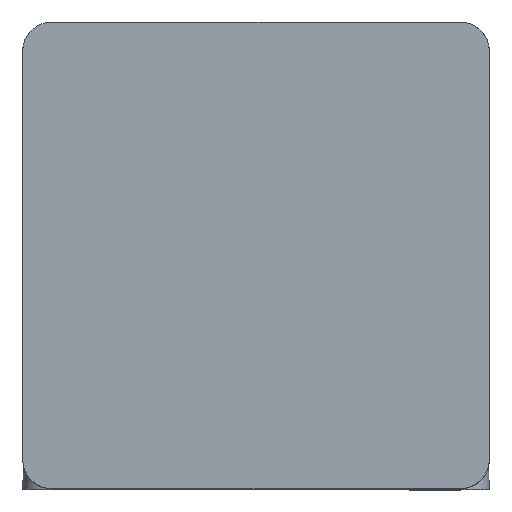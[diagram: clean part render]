
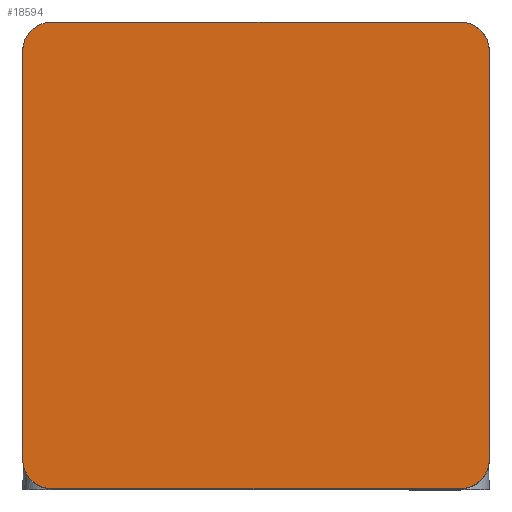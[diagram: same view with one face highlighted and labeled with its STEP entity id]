
A CAD part, top view. The second image highlights one B-rep face of the part: STEP entity #18594.
In plain terms, the highlighted planar face has unit normal (0, 0, 1).
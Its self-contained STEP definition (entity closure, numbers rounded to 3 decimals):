
#6222=CARTESIAN_POINT('',(17.57,17.57,12.2));
#6223=DIRECTION('',(0.,0.,-1.));
#6224=DIRECTION('',(0.002,1.,0.));
#6225=AXIS2_PLACEMENT_3D('',#6222,#6223,#6224);
#6227=CARTESIAN_POINT('',(17.57,-17.57,12.2));
#6228=DIRECTION('',(0.,0.,-1.));
#6229=DIRECTION('',(1.,-0.002,0.));
#6230=AXIS2_PLACEMENT_3D('',#6227,#6228,#6229);
#6232=DIRECTION('',(-1.,0.,0.));
#6233=VECTOR('',#6232,35.151);
#6234=CARTESIAN_POINT('',(17.576,-20.075,12.2));
#6235=LINE('',#6234,#6233);
#6236=CARTESIAN_POINT('',(-17.57,-17.57,12.2));
#6237=DIRECTION('',(0.,0.,-1.));
#6238=DIRECTION('',(-0.002,-1.,0.));
#6239=AXIS2_PLACEMENT_3D('',#6236,#6237,#6238);
#6241=DIRECTION('',(0.,1.,0.));
#6242=VECTOR('',#6241,35.151);
#6243=CARTESIAN_POINT('',(-20.075,-17.576,12.2));
#6244=LINE('',#6243,#6242);
#6245=CARTESIAN_POINT('',(-17.57,17.57,12.2));
#6246=DIRECTION('',(0.,0.,-1.));
#6247=DIRECTION('',(-1.,0.002,0.));
#6248=AXIS2_PLACEMENT_3D('',#6245,#6246,#6247);
#6258=DIRECTION('',(-1.,0.,0.));
#6259=VECTOR('',#6258,35.151);
#6260=CARTESIAN_POINT('',(17.575,20.075,12.2));
#6261=LINE('',#6260,#6259);
#7028=DIRECTION('',(0.,1.,0.));
#7029=VECTOR('',#7028,35.151);
#7030=CARTESIAN_POINT('',(20.075,-17.575,12.2));
#7031=LINE('',#7030,#7029);
#8021=CARTESIAN_POINT('',(-20.075,17.575,12.2));
#8022=VERTEX_POINT('',#8021);
#8023=CARTESIAN_POINT('',(-20.075,-17.576,12.2));
#8024=VERTEX_POINT('',#8023);
#8025=CARTESIAN_POINT('',(-17.576,20.075,12.2));
#8026=VERTEX_POINT('',#8025);
#8027=CARTESIAN_POINT('',(17.575,20.075,12.2));
#8028=CARTESIAN_POINT('',(20.075,17.576,12.2));
#8029=VERTEX_POINT('',#8027);
#8030=VERTEX_POINT('',#8028);
#8031=CARTESIAN_POINT('',(20.075,-17.575,12.2));
#8032=VERTEX_POINT('',#8031);
#8033=CARTESIAN_POINT('',(17.576,-20.075,12.2));
#8034=VERTEX_POINT('',#8033);
#8035=CARTESIAN_POINT('',(-17.575,-20.075,12.2));
#8036=VERTEX_POINT('',#8035);
#18573=CARTESIAN_POINT('',(0.,0.,12.2));
#18574=DIRECTION('',(0.,0.,1.));
#18575=DIRECTION('',(-1.,0.,0.));
#18576=AXIS2_PLACEMENT_3D('',#18573,#18574,#18575);
#18577=PLANE('',#18576);
#18579=ORIENTED_EDGE('',*,*,#18578,.T.);
#18581=ORIENTED_EDGE('',*,*,#18580,.F.);
#18582=ORIENTED_EDGE('',*,*,#18557,.T.);
#18583=ORIENTED_EDGE('',*,*,#9721,.T.);
#18585=ORIENTED_EDGE('',*,*,#18584,.T.);
#18587=ORIENTED_EDGE('',*,*,#18586,.T.);
#18589=ORIENTED_EDGE('',*,*,#18588,.T.);
#18591=ORIENTED_EDGE('',*,*,#18590,.F.);
#18592=EDGE_LOOP('',(#18579,#18581,#18582,#18583,#18585,#18587,#18589,#18591));
#18593=FACE_OUTER_BOUND('',#18592,.F.);
#18594=ADVANCED_FACE('',(#18593),#18577,.T.);
#6226=CIRCLE('',#6225,2.505);
#6231=CIRCLE('',#6230,2.505);
#6240=CIRCLE('',#6239,2.505);
#6249=CIRCLE('',#6248,2.505);
#9721=EDGE_CURVE('',#8034,#8036,#6235,.T.);
#18557=EDGE_CURVE('',#8032,#8034,#6231,.T.);
#18578=EDGE_CURVE('',#8029,#8030,#6226,.T.);
#18580=EDGE_CURVE('',#8032,#8030,#7031,.T.);
#18584=EDGE_CURVE('',#8036,#8024,#6240,.T.);
#18586=EDGE_CURVE('',#8024,#8022,#6244,.T.);
#18588=EDGE_CURVE('',#8022,#8026,#6249,.T.);
#18590=EDGE_CURVE('',#8029,#8026,#6261,.T.);
